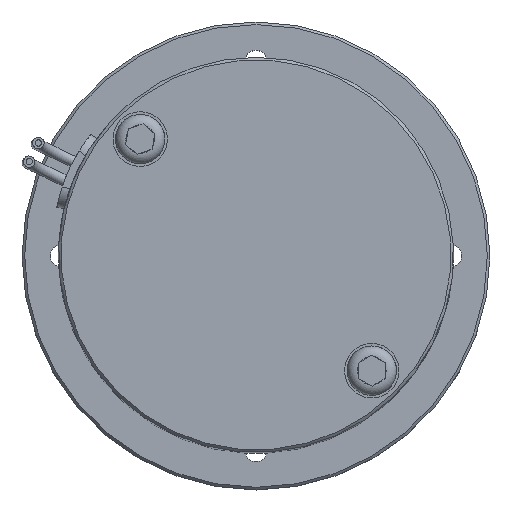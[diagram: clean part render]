
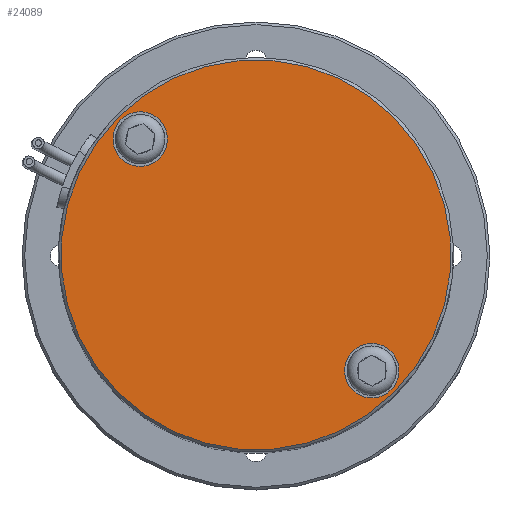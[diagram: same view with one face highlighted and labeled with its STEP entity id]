
A CAD part, top view. The second image highlights one B-rep face of the part: STEP entity #24089.
In plain terms, the highlighted planar face has unit normal (0, 0, 1).
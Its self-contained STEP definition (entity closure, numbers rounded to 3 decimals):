
#906=FACE_BOUND('',#5160,.T.);
#907=FACE_BOUND('',#5161,.T.);
#1968=CIRCLE('',#26474,37.5);
#1969=CIRCLE('',#26476,5.25);
#1970=CIRCLE('',#26477,5.25);
#3612=FACE_OUTER_BOUND('',#5159,.T.);
#5159=EDGE_LOOP('',(#20368));
#5160=EDGE_LOOP('',(#20369));
#5161=EDGE_LOOP('',(#20370));
#11035=VERTEX_POINT('',#41427);
#11036=VERTEX_POINT('',#41430);
#11037=VERTEX_POINT('',#41432);
#14219=EDGE_CURVE('',#11035,#11035,#1968,.T.);
#14220=EDGE_CURVE('',#11036,#11036,#1969,.T.);
#14221=EDGE_CURVE('',#11037,#11037,#1970,.T.);
#20368=ORIENTED_EDGE('',*,*,#14219,.F.);
#20369=ORIENTED_EDGE('',*,*,#14220,.T.);
#20370=ORIENTED_EDGE('',*,*,#14221,.T.);
#22919=PLANE('',#26475);
#24089=ADVANCED_FACE('',(#3612,#906,#907),#22919,.F.);
#26474=AXIS2_PLACEMENT_3D('',#41428,#32517,#32518);
#26475=AXIS2_PLACEMENT_3D('',#41429,#32519,#32520);
#26476=AXIS2_PLACEMENT_3D('',#41431,#32521,#32522);
#26477=AXIS2_PLACEMENT_3D('',#41433,#32523,#32524);
#32517=DIRECTION('center_axis',(0.,0.,-1.));
#32518=DIRECTION('ref_axis',(0.707,0.707,0.));
#32519=DIRECTION('center_axis',(0.,0.,-1.));
#32520=DIRECTION('ref_axis',(0.707,0.707,0.));
#32521=DIRECTION('center_axis',(0.,0.,-1.));
#32522=DIRECTION('ref_axis',(0.707,0.707,0.));
#32523=DIRECTION('center_axis',(0.,0.,-1.));
#32524=DIRECTION('ref_axis',(0.707,0.707,0.));
#41427=CARTESIAN_POINT('',(-26.517,-26.517,132.2));
#41428=CARTESIAN_POINT('Origin',(0.,0.,
132.2));
#41429=CARTESIAN_POINT('Origin',(0.,0.,
132.2));
#41430=CARTESIAN_POINT('',(-25.986,18.562,132.2));
#41431=CARTESIAN_POINT('Origin',(-22.274,22.274,132.2));
#41432=CARTESIAN_POINT('',(18.562,-25.986,132.2));
#41433=CARTESIAN_POINT('Origin',(22.274,-22.274,132.2));
